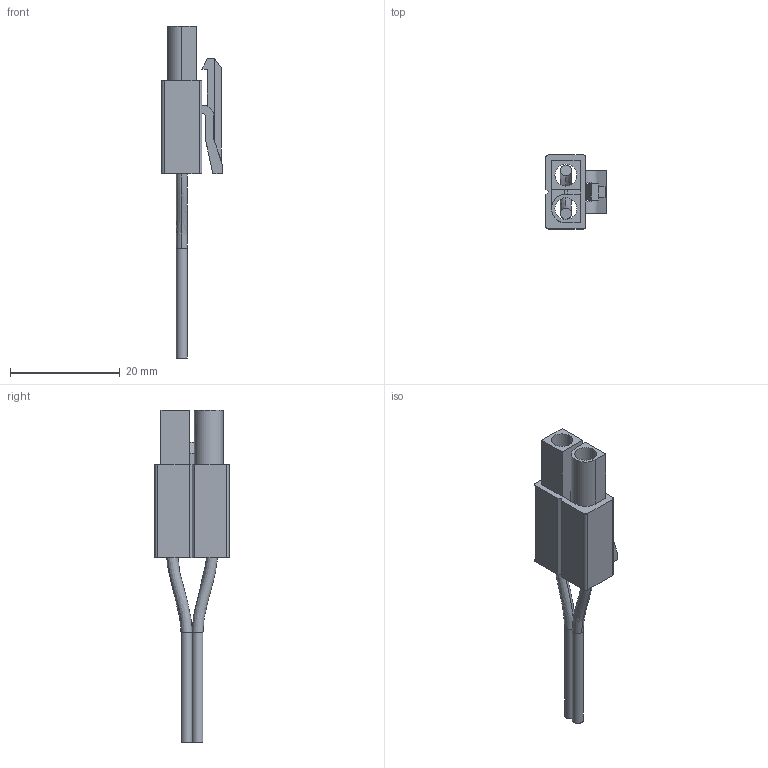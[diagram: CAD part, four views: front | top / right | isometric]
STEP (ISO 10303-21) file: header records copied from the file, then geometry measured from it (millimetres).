
FILE_DESCRIPTION(/* description */ (''),/* implementation_level */ '2;1');
FILE_NAME(/* name */ 'VEX Standard Power Connector.ipt.step',/* time_stamp */ '2020-04-16T23:32:39-04:00',/* author */ ('Jordan'),/* organization */ (''),/* preprocessor_version */ 'ST-DEVELOPER v17',/* originating_system */ 'Autodesk Inventor 2019',/* authorisation */ '');
FILE_SCHEMA (('AUTOMOTIVE_DESIGN { 1 0 10303 214 3 1 1 }'));
Length unit declared in the file: inch
Products named in the file (1): VEX Standard Power Connector
Bounding box: 11 x 13.5 x 60.49 mm (x, y, z)
Volume: 1633.6 mm3; surface area: 2978.6 mm2
Topology: 3 solids, 3 shells, 74 faces, 202 edges, 137 vertices
Faces by surface type: plane 55, cylinder 15, bspline 4
Full cylindrical faces by diameter (mm): 2 x2, 4 x2, 5.8 x2
Entity records: 2950 total; most frequent: CARTESIAN_POINT 894, ORIENTED_EDGE 404, DIRECTION 394, EDGE_CURVE 202, LINE 144, VECTOR 144, VERTEX_POINT 137, AXIS2_PLACEMENT_3D 125
